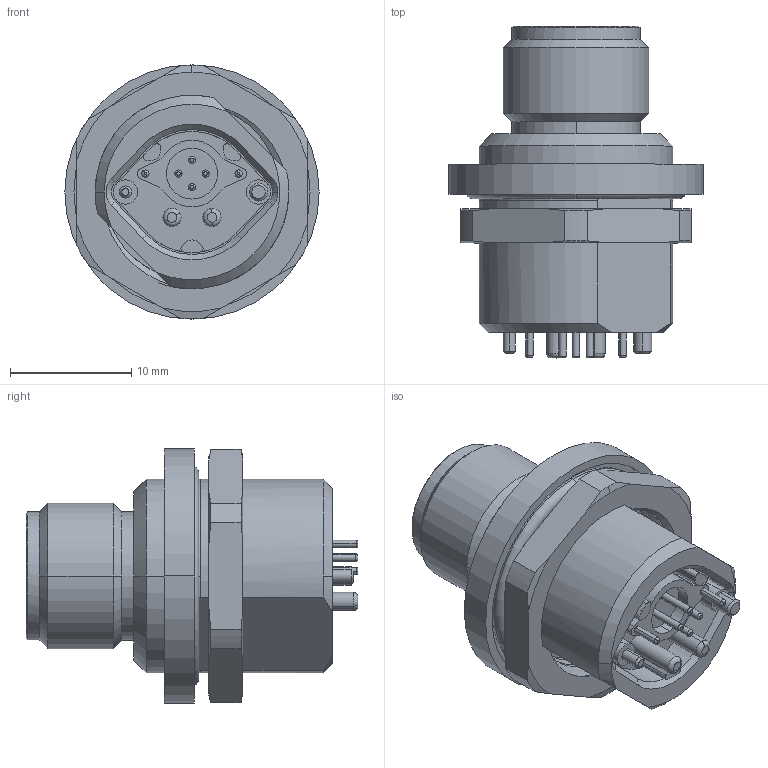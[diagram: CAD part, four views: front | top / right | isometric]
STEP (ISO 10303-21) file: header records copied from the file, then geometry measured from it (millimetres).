
FILE_DESCRIPTION (( 'STEP AP203' ), '1' );
FILE_NAME ('1.STEP', '2022-11-28T06:55:30', ( '' ), ( '' ), 'SwSTEP 2.0', 'SolidWorks 2018', '' );
FILE_SCHEMA (( 'CONFIG_CONTROL_DESIGN' ));
Length unit declared in the file: millimetre
Products named in the file (1): 1
Bounding box: 21 x 27.4 x 21 mm (x, y, z)
Volume: 4164.9 mm3; surface area: 4402.8 mm2
Topology: 2 solids, 10 shells, 532 faces, 1326 edges, 843 vertices
Faces by surface type: cylinder 192, plane 141, cone 103, bspline 54, torus 28, sphere 14
Entity records: 22306 total; most frequent: CARTESIAN_POINT 9648, DIRECTION 2706, ORIENTED_EDGE 2616, EDGE_CURVE 1308, AXIS2_PLACEMENT_3D 1112, VERTEX_POINT 839, CIRCLE 633, EDGE_LOOP 593
